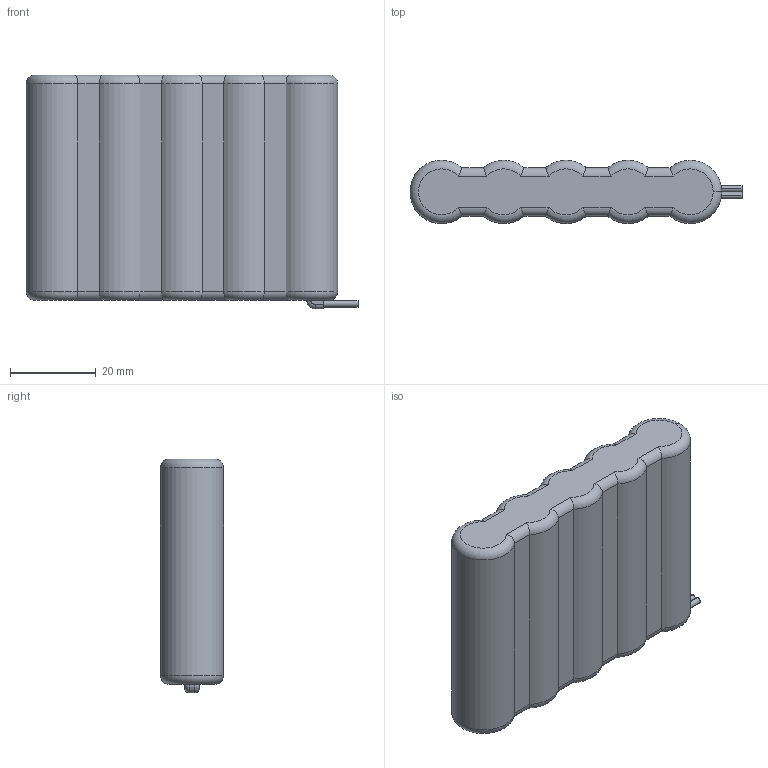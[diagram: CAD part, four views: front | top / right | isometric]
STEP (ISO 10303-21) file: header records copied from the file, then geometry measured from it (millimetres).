
FILE_DESCRIPTION (( 'STEP AP214' ), '1' );
FILE_NAME ('40235_TXP-6 Volt Battery Pack.STEP', '2017-03-28T20:20:21', ( '' ), ( '' ), 'SwSTEP 2.0', 'SolidWorks 2016', '' );
FILE_SCHEMA (( 'AUTOMOTIVE_DESIGN' ));
Length unit declared in the file: millimetre
Products named in the file (2): 40235_TXP-6 Volt Battery Pack
Bounding box: 77.43 x 14.7 x 54.5 mm (x, y, z)
Volume: 47662 mm3; surface area: 10479.4 mm2
Topology: 1 solids, 1 shells, 68 faces, 153 edges, 90 vertices
Faces by surface type: cylinder 32, torus 20, plane 16
Entity records: 2288 total; most frequent: CARTESIAN_POINT 729, DIRECTION 317, ORIENTED_EDGE 306, EDGE_CURVE 153, AXIS2_PLACEMENT_3D 126, VERTEX_POINT 90, EDGE_LOOP 71, FACE_OUTER_BOUND 68
